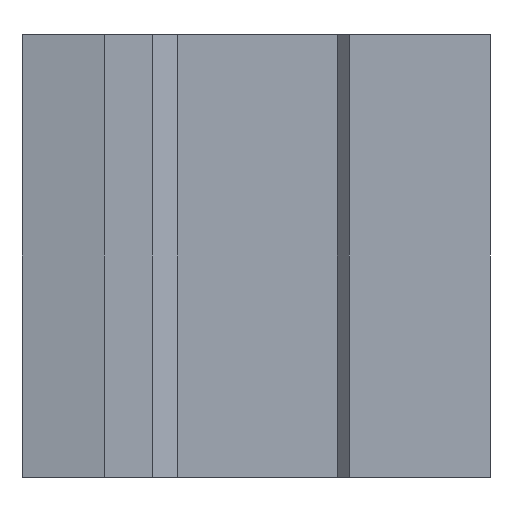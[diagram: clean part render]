
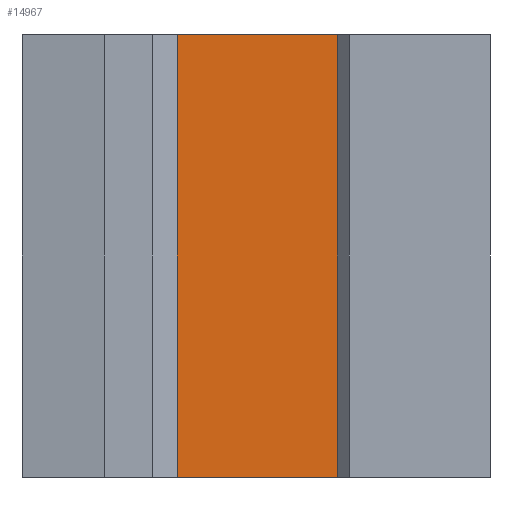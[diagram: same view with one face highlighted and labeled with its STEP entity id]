
A CAD part, front view. The second image highlights one B-rep face of the part: STEP entity #14967.
In plain terms, the highlighted planar face has unit normal (0, -1, 0).
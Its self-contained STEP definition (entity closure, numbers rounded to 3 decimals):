
#3205 = CARTESIAN_POINT ( 'NONE',  ( -23.252, -48.9, 9.19 ) ) ;
#3206 = DIRECTION ( 'NONE',  ( 0., 0., -1. ) ) ;
#3207 = VECTOR ( 'NONE', #3206, 1000. ) ;
#3208 = CARTESIAN_POINT ( 'NONE',  ( -23.252, -48.9, 9.19 ) ) ;
#3209 = LINE ( 'NONE', #3208, #3207 ) ;
#3262 = FACE_OUTER_BOUND ( 'NONE', #14968, .T. ) ;
#3267 = CARTESIAN_POINT ( 'NONE',  ( -23.252, -48.9, -80.41 ) ) ;
#3389 = CARTESIAN_POINT ( 'NONE',  ( -23.252, -48.9, 9.19 ) ) ;
#3390 = LINE ( 'NONE', #3389, #3461 ) ;
#3391 = CARTESIAN_POINT ( 'NONE',  ( 15.248, -48.9, 9.19 ) ) ;
#3449 = CARTESIAN_POINT ( 'NONE',  ( 15.248, -48.9, -80.41 ) ) ;
#3450 = DIRECTION ( 'NONE',  ( 1., 0., 0. ) ) ;
#3451 = VECTOR ( 'NONE', #3450, 1000. ) ;
#3452 = CARTESIAN_POINT ( 'NONE',  ( -23.252, -48.9, -80.41 ) ) ;
#3457 = LINE ( 'NONE', #3452, #3451 ) ;
#3460 = DIRECTION ( 'NONE',  ( 1., 0., 0. ) ) ;
#3461 = VECTOR ( 'NONE', #3460, 1000. ) ;
#3502 = DIRECTION ( 'NONE',  ( 0., 0., -1. ) ) ;
#3503 = VECTOR ( 'NONE', #3502, 1000. ) ;
#3504 = CARTESIAN_POINT ( 'NONE',  ( 15.248, -48.9, 9.19 ) ) ;
#3505 = LINE ( 'NONE', #3504, #3503 ) ;
#3527 = DIRECTION ( 'NONE',  ( 0., 0., 1. ) ) ;
#3528 = DIRECTION ( 'NONE',  ( 0., 1., 0. ) ) ;
#3529 = CARTESIAN_POINT ( 'NONE',  ( -23.252, -48.9, 9.19 ) ) ;
#3530 = AXIS2_PLACEMENT_3D ( 'NONE', #3529, #3528, #3527 ) ;
#3532 = PLANE ( 'NONE',  #3530 ) ;
#14891 = EDGE_CURVE ( 'NONE', #14892, #14965, #3209, .T. ) ;
#14892 = VERTEX_POINT ( 'NONE', #3205 ) ;
#14945 = VERTEX_POINT ( 'NONE', #3391 ) ;
#14946 = ORIENTED_EDGE ( 'NONE', *, *, #14947, .F. ) ;
#14947 = EDGE_CURVE ( 'NONE', #14892, #14945, #3390, .T. ) ;
#14952 = ORIENTED_EDGE ( 'NONE', *, *, #14953, .T. ) ;
#14953 = EDGE_CURVE ( 'NONE', #14965, #14954, #3457, .T. ) ;
#14954 = VERTEX_POINT ( 'NONE', #3449 ) ;
#14956 = ORIENTED_EDGE ( 'NONE', *, *, #14891, .T. ) ;
#14960 = ORIENTED_EDGE ( 'NONE', *, *, #14961, .F. ) ;
#14961 = EDGE_CURVE ( 'NONE', #14945, #14954, #3505, .T. ) ;
#14965 = VERTEX_POINT ( 'NONE', #3267 ) ;
#14967 = ADVANCED_FACE ( 'NONE', ( #3262 ), #3532, .F. ) ;
#14968 = EDGE_LOOP ( 'NONE', ( #14956, #14952, #14960, #14946 ) ) ;
